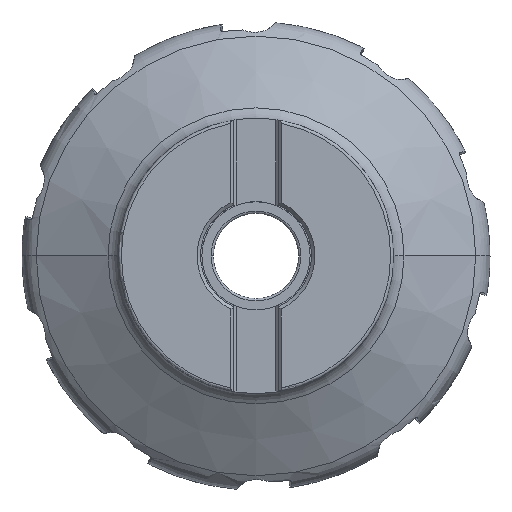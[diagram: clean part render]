
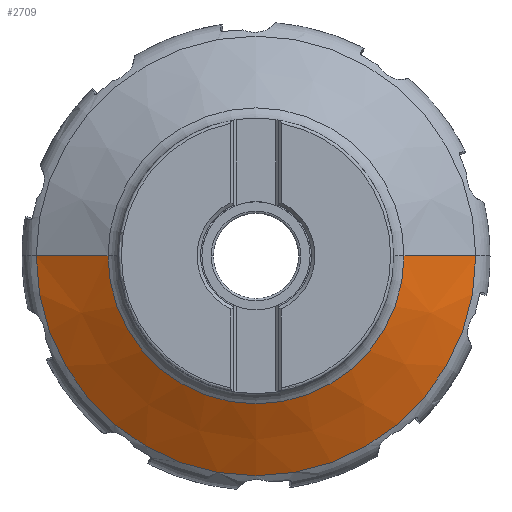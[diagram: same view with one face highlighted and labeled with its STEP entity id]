
A CAD part, top view. The second image highlights one B-rep face of the part: STEP entity #2709.
In plain terms, the highlighted conical face has half-angle 60 degrees and reference radius 64.702 mm.
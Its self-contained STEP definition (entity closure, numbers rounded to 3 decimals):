
#2709=ADVANCED_FACE('',(#4215),#3319,.T.);
#3319=CONICAL_SURFACE('',#26724,64.702,60.);
#4215=FACE_OUTER_BOUND('',#5721,.T.);
#5721=EDGE_LOOP('',(#15137,#15138,#15139,#15140));
#8686=LINE('',#84075,#9814);
#8687=LINE('',#84079,#9815);
#9814=VECTOR('',#31330,1.);
#9815=VECTOR('',#31333,1.);
#15137=ORIENTED_EDGE('',*,*,#21616,.T.);
#15138=ORIENTED_EDGE('',*,*,#22641,.F.);
#15139=ORIENTED_EDGE('',*,*,#22642,.F.);
#15140=ORIENTED_EDGE('',*,*,#22643,.T.);
#18295=VERTEX_POINT('',#43259);
#18296=VERTEX_POINT('',#43261);
#19354=VERTEX_POINT('',#84076);
#19355=VERTEX_POINT('',#84078);
#21616=EDGE_CURVE('',#18295,#18296,#24174,.T.);
#22641=EDGE_CURVE('',#19354,#18296,#8686,.T.);
#22642=EDGE_CURVE('',#19355,#19354,#24344,.T.);
#22643=EDGE_CURVE('',#19355,#18295,#8687,.T.);
#24174=CIRCLE('',#26156,77.334);
#24344=CIRCLE('',#26723,52.071);
#26156=AXIS2_PLACEMENT_3D('',#60023,#29760,#29761);
#26723=AXIS2_PLACEMENT_3D('',#84077,#31331,#31332);
#26724=AXIS2_PLACEMENT_3D('',#84080,#31334,#31335);
#29760=DIRECTION('',(0.,0.,1.));
#29761=DIRECTION('',(-1.,0.,0.));
#31330=DIRECTION('',(0.866,0.,-0.5));
#31331=DIRECTION('',(0.,0.,1.));
#31332=DIRECTION('',(-1.,0.,0.));
#31333=DIRECTION('',(-0.866,0.,-0.5));
#31334=DIRECTION('',(0.,0.,-1.));
#31335=DIRECTION('',(1.,0.,0.));
#43259=CARTESIAN_POINT('',(-77.334,0.,-38.615));
#43261=CARTESIAN_POINT('',(77.334,0.,-38.615));
#60023=CARTESIAN_POINT('',(0.,0.,-38.615));
#84075=CARTESIAN_POINT('',(77.334,0.,-38.615));
#84076=CARTESIAN_POINT('',(52.071,0.,-24.029));
#84077=CARTESIAN_POINT('',(0.,0.,-24.029));
#84078=CARTESIAN_POINT('',(-52.071,0.,-24.029));
#84079=CARTESIAN_POINT('',(-77.334,0.,-38.615));
#84080=CARTESIAN_POINT('',(0.,0.,-31.322));
